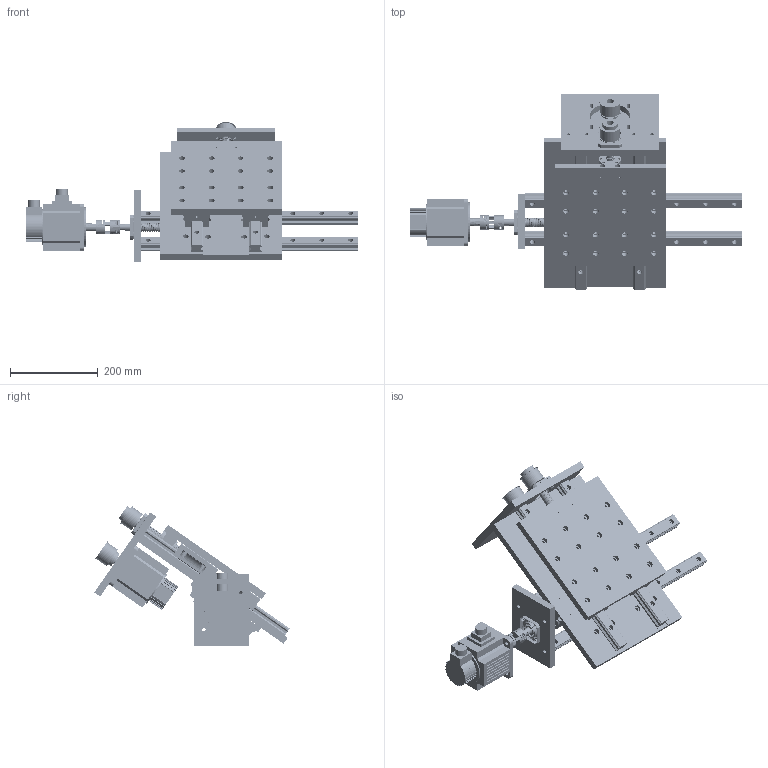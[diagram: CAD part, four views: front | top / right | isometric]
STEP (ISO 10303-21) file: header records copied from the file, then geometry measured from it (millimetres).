
FILE_DESCRIPTION(('FreeCAD Model'),'2;1');
FILE_NAME('Open CASCADE Shape Model','2025-05-07T16:18:49',('FreeCAD'),( 'FreeCAD'),'Open CASCADE STEP processor 7.6','FreeCAD','Unknown');
FILE_SCHEMA(('AUTOMOTIVE_DESIGN { 1 0 10303 214 1 1 1 1 }'));
Products named in the file (1): Open CASCADE STEP translator 7.6 1
Bounding box: 758.71 x 446.83 x 321.01 mm (x, y, z)
Volume: 8777664.3 mm3; surface area: 1388636.3 mm2
Topology: 29 solids, 33 shells, 4195 faces, 12650 edges, 8449 vertices
Faces by surface type: bspline 4195
Entity records: 446283 total; most frequent: CARTESIAN_POINT 376280, ORIENTED_EDGE 24252, EDGE_CURVE 12496, B_SPLINE_CURVE_WITH_KNOTS 9516, VERTEX_POINT 8432, FACE_BOUND 4766, EDGE_LOOP 4766, ADVANCED_FACE 4191
